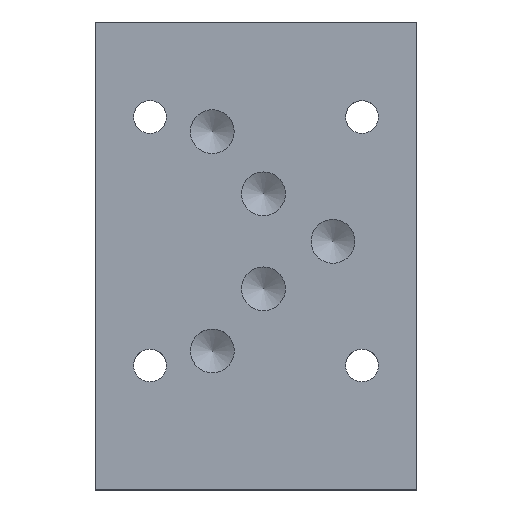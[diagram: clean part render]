
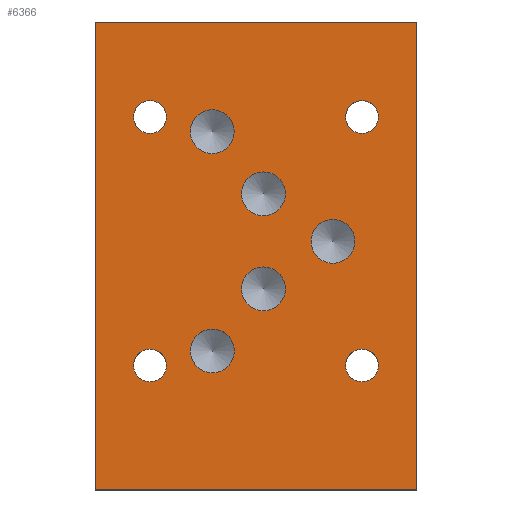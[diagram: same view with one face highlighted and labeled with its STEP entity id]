
A CAD part, top view. The second image highlights one B-rep face of the part: STEP entity #6366.
In plain terms, the highlighted planar face has unit normal (0, 0, 1).
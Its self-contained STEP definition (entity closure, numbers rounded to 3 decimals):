
#73=CIRCLE('',#6654,3.569);
#74=CIRCLE('',#6656,3.569);
#75=CIRCLE('',#6658,3.569);
#76=CIRCLE('',#6660,3.569);
#78=CIRCLE('',#6664,4.763);
#80=CIRCLE('',#6668,4.763);
#82=CIRCLE('',#6672,4.763);
#84=CIRCLE('',#6676,4.763);
#86=CIRCLE('',#6680,4.763);
#139=FACE_BOUND('',#1051,.T.);
#140=FACE_BOUND('',#1052,.T.);
#141=FACE_BOUND('',#1053,.T.);
#142=FACE_BOUND('',#1054,.T.);
#143=FACE_BOUND('',#1055,.T.);
#144=FACE_BOUND('',#1056,.T.);
#145=FACE_BOUND('',#1057,.T.);
#146=FACE_BOUND('',#1058,.T.);
#147=FACE_BOUND('',#1059,.T.);
#362=PLANE('',#6685);
#687=FACE_OUTER_BOUND('',#1050,.T.);
#1050=EDGE_LOOP('',(#5685,#5686,#5687,#5688));
#1051=EDGE_LOOP('',(#5689));
#1052=EDGE_LOOP('',(#5690));
#1053=EDGE_LOOP('',(#5691));
#1054=EDGE_LOOP('',(#5692));
#1055=EDGE_LOOP('',(#5693));
#1056=EDGE_LOOP('',(#5694));
#1057=EDGE_LOOP('',(#5695));
#1058=EDGE_LOOP('',(#5696));
#1059=EDGE_LOOP('',(#5697));
#1298=LINE('',#9547,#1960);
#1718=LINE('',#10747,#2380);
#1720=LINE('',#10750,#2382);
#1721=LINE('',#10753,#2383);
#1960=VECTOR('',#7058,10.);
#2380=VECTOR('',#7942,10.);
#2382=VECTOR('',#7946,10.);
#2383=VECTOR('',#7951,10.);
#2780=VERTEX_POINT('',#9544);
#2781=VERTEX_POINT('',#9546);
#3091=VERTEX_POINT('',#10683);
#3092=VERTEX_POINT('',#10687);
#3093=VERTEX_POINT('',#10691);
#3094=VERTEX_POINT('',#10695);
#3097=VERTEX_POINT('',#10704);
#3100=VERTEX_POINT('',#10713);
#3103=VERTEX_POINT('',#10722);
#3106=VERTEX_POINT('',#10731);
#3109=VERTEX_POINT('',#10740);
#3110=VERTEX_POINT('',#10744);
#3111=VERTEX_POINT('',#10746);
#3480=EDGE_CURVE('',#2781,#2780,#1298,.T.);
#3941=EDGE_CURVE('',#3091,#3091,#73,.T.);
#3943=EDGE_CURVE('',#3092,#3092,#74,.T.);
#3945=EDGE_CURVE('',#3093,#3093,#75,.T.);
#3947=EDGE_CURVE('',#3094,#3094,#76,.T.);
#3951=EDGE_CURVE('',#3097,#3097,#78,.T.);
#3955=EDGE_CURVE('',#3100,#3100,#80,.T.);
#3959=EDGE_CURVE('',#3103,#3103,#82,.T.);
#3963=EDGE_CURVE('',#3106,#3106,#84,.T.);
#3967=EDGE_CURVE('',#3109,#3109,#86,.T.);
#3970=EDGE_CURVE('',#3111,#3110,#1718,.T.);
#3972=EDGE_CURVE('',#2780,#3111,#1720,.T.);
#3973=EDGE_CURVE('',#3110,#2781,#1721,.T.);
#5685=ORIENTED_EDGE('',*,*,#3973,.T.);
#5686=ORIENTED_EDGE('',*,*,#3480,.T.);
#5687=ORIENTED_EDGE('',*,*,#3972,.T.);
#5688=ORIENTED_EDGE('',*,*,#3970,.T.);
#5689=ORIENTED_EDGE('',*,*,#3941,.T.);
#5690=ORIENTED_EDGE('',*,*,#3943,.T.);
#5691=ORIENTED_EDGE('',*,*,#3945,.T.);
#5692=ORIENTED_EDGE('',*,*,#3947,.T.);
#5693=ORIENTED_EDGE('',*,*,#3951,.T.);
#5694=ORIENTED_EDGE('',*,*,#3955,.T.);
#5695=ORIENTED_EDGE('',*,*,#3959,.T.);
#5696=ORIENTED_EDGE('',*,*,#3963,.T.);
#5697=ORIENTED_EDGE('',*,*,#3967,.T.);
#6366=ADVANCED_FACE('',(#687,#139,#140,#141,#142,#143,#144,#145,#146,#147),
#362,.T.);
#6654=AXIS2_PLACEMENT_3D('',#10684,#7871,#7872);
#6656=AXIS2_PLACEMENT_3D('',#10688,#7876,#7877);
#6658=AXIS2_PLACEMENT_3D('',#10692,#7881,#7882);
#6660=AXIS2_PLACEMENT_3D('',#10696,#7886,#7887);
#6664=AXIS2_PLACEMENT_3D('',#10705,#7896,#7897);
#6668=AXIS2_PLACEMENT_3D('',#10714,#7906,#7907);
#6672=AXIS2_PLACEMENT_3D('',#10723,#7916,#7917);
#6676=AXIS2_PLACEMENT_3D('',#10732,#7926,#7927);
#6680=AXIS2_PLACEMENT_3D('',#10741,#7936,#7937);
#6685=AXIS2_PLACEMENT_3D('',#10754,#7952,#7953);
#7058=DIRECTION('',(0.,1.,0.));
#7871=DIRECTION('center_axis',(0.,0.,-1.));
#7872=DIRECTION('ref_axis',(1.,0.,0.));
#7876=DIRECTION('center_axis',(0.,0.,-1.));
#7877=DIRECTION('ref_axis',(1.,0.,0.));
#7881=DIRECTION('center_axis',(0.,0.,-1.));
#7882=DIRECTION('ref_axis',(1.,0.,0.));
#7886=DIRECTION('center_axis',(0.,0.,-1.));
#7887=DIRECTION('ref_axis',(1.,0.,0.));
#7896=DIRECTION('center_axis',(0.,0.,-1.));
#7897=DIRECTION('ref_axis',(1.,0.,0.));
#7906=DIRECTION('center_axis',(0.,0.,-1.));
#7907=DIRECTION('ref_axis',(1.,0.,0.));
#7916=DIRECTION('center_axis',(0.,0.,-1.));
#7917=DIRECTION('ref_axis',(1.,0.,0.));
#7926=DIRECTION('center_axis',(0.,0.,-1.));
#7927=DIRECTION('ref_axis',(1.,0.,0.));
#7936=DIRECTION('center_axis',(0.,0.,-1.));
#7937=DIRECTION('ref_axis',(1.,0.,0.));
#7942=DIRECTION('',(0.,-1.,0.));
#7946=DIRECTION('',(-1.,0.,0.));
#7951=DIRECTION('',(1.,0.,0.));
#7952=DIRECTION('center_axis',(0.,0.,1.));
#7953=DIRECTION('ref_axis',(1.,0.,0.));
#9544=CARTESIAN_POINT('',(69.85,101.6,25.4));
#9546=CARTESIAN_POINT('',(69.85,0.,25.4));
#9547=CARTESIAN_POINT('',(69.85,0.,25.4));
#10683=CARTESIAN_POINT('',(8.331,80.975,25.4));
#10684=CARTESIAN_POINT('Origin',(11.9,80.975,25.4));
#10687=CARTESIAN_POINT('',(8.344,27.,25.4));
#10688=CARTESIAN_POINT('Origin',(11.913,27.,25.4));
#10691=CARTESIAN_POINT('',(54.381,27.,25.4));
#10692=CARTESIAN_POINT('Origin',(57.95,27.,25.4));
#10695=CARTESIAN_POINT('',(54.362,80.975,25.4));
#10696=CARTESIAN_POINT('Origin',(57.931,80.975,25.4));
#10704=CARTESIAN_POINT('',(31.78,43.645,25.4));
#10705=CARTESIAN_POINT('Origin',(36.543,43.645,25.4));
#10713=CARTESIAN_POINT('',(20.663,77.788,25.4));
#10714=CARTESIAN_POINT('Origin',(25.425,77.788,25.4));
#10722=CARTESIAN_POINT('',(46.876,53.962,25.4));
#10723=CARTESIAN_POINT('Origin',(51.638,53.962,25.4));
#10731=CARTESIAN_POINT('',(31.775,64.28,25.4));
#10732=CARTESIAN_POINT('Origin',(36.538,64.28,25.4));
#10740=CARTESIAN_POINT('',(20.671,30.15,25.4));
#10741=CARTESIAN_POINT('Origin',(25.433,30.15,25.4));
#10744=CARTESIAN_POINT('',(0.,0.,25.4));
#10746=CARTESIAN_POINT('',(0.,101.6,25.4));
#10747=CARTESIAN_POINT('',(0.,101.6,25.4));
#10750=CARTESIAN_POINT('',(69.85,101.6,25.4));
#10753=CARTESIAN_POINT('',(0.,0.,25.4));
#10754=CARTESIAN_POINT('Origin',(34.925,50.8,25.4));
